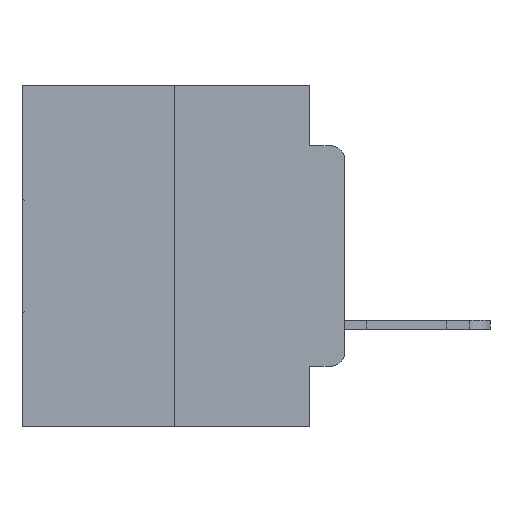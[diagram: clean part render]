
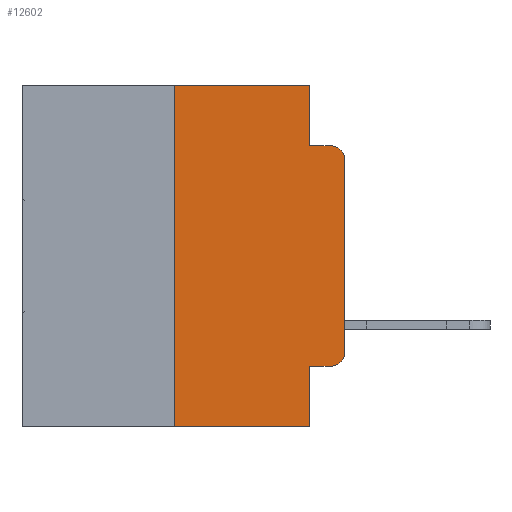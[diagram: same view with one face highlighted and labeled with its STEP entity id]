
A CAD part, left-side view. The second image highlights one B-rep face of the part: STEP entity #12602.
In plain terms, the highlighted planar face has unit normal (-1, 0, 0).
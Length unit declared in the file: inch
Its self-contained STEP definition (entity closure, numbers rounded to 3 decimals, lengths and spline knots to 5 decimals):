
#132 = VERTEX_POINT ( 'NONE', #27416 ) ;
#595 = VECTOR ( 'NONE', #15921, 39.37008 ) ;
#755 = LINE ( 'NONE', #22482, #5784 ) ;
#958 = LINE ( 'NONE', #20036, #19433 ) ;
#1989 = DIRECTION ( 'NONE',  ( 0., 0., -1. ) ) ;
#2033 = VERTEX_POINT ( 'NONE', #15308 ) ;
#2150 = VECTOR ( 'NONE', #18764, 39.37008 ) ;
#2463 = ORIENTED_EDGE ( 'NONE', *, *, #20061, .T. ) ;
#2523 = ORIENTED_EDGE ( 'NONE', *, *, #29604, .F. ) ;
#2897 = LINE ( 'NONE', #4323, #2150 ) ;
#3294 = ORIENTED_EDGE ( 'NONE', *, *, #19977, .F. ) ;
#3498 = ORIENTED_EDGE ( 'NONE', *, *, #17958, .F. ) ;
#3595 = DIRECTION ( 'NONE',  ( -1., 0., 0. ) ) ;
#3599 = ORIENTED_EDGE ( 'NONE', *, *, #19840, .F. ) ;
#3768 = ORIENTED_EDGE ( 'NONE', *, *, #18807, .T. ) ;
#3850 = ORIENTED_EDGE ( 'NONE', *, *, #19757, .F. ) ;
#3881 = ORIENTED_EDGE ( 'NONE', *, *, #19752, .T. ) ;
#4027 = VECTOR ( 'NONE', #9756, 39.37008 ) ;
#4162 = ORIENTED_EDGE ( 'NONE', *, *, #18277, .T. ) ;
#4323 = CARTESIAN_POINT ( 'NONE',  ( 0., 0.051, -0.4115 ) ) ;
#5784 = VECTOR ( 'NONE', #26796, 39.37008 ) ;
#5965 = LINE ( 'NONE', #18135, #28107 ) ;
#6261 = AXIS2_PLACEMENT_3D ( 'NONE', #22082, #21433, #21469 ) ;
#6438 = VERTEX_POINT ( 'NONE', #15687 ) ;
#6517 = CIRCLE ( 'NONE', #6955, 0.02 ) ;
#6600 = CARTESIAN_POINT ( 'NONE',  ( 0., 0.02, -0.0885 ) ) ;
#6799 = LINE ( 'NONE', #21635, #18798 ) ;
#6955 = AXIS2_PLACEMENT_3D ( 'NONE', #18067, #3595, #20353 ) ;
#7452 = FACE_OUTER_BOUND ( 'NONE', #20335, .T. ) ;
#7704 = VERTEX_POINT ( 'NONE', #25199 ) ;
#7884 = VECTOR ( 'NONE', #1989, 39.37008 ) ;
#8094 = VERTEX_POINT ( 'NONE', #16502 ) ;
#8595 = DIRECTION ( 'NONE',  ( 0., 0., 1. ) ) ;
#8964 = VERTEX_POINT ( 'NONE', #11082 ) ;
#8976 = DIRECTION ( 'NONE',  ( -1., 0., 0. ) ) ;
#9756 = DIRECTION ( 'NONE',  ( 0., 0., 1. ) ) ;
#9904 = DIRECTION ( 'NONE',  ( 0., -1., 0. ) ) ;
#11048 = CARTESIAN_POINT ( 'NONE',  ( 0., 0.02, -0.1085 ) ) ;
#11082 = CARTESIAN_POINT ( 'NONE',  ( 0., 0., -0.3915 ) ) ;
#12602 = ADVANCED_FACE ( 'NONE', ( #7452 ), #22342, .F. ) ;
#13518 = CARTESIAN_POINT ( 'NONE',  ( 0., 0.473, -0.5 ) ) ;
#15308 = CARTESIAN_POINT ( 'NONE',  ( 0., 0.25, -0.5 ) ) ;
#15687 = CARTESIAN_POINT ( 'NONE',  ( 0., 0.051, -0.0885 ) ) ;
#15921 = DIRECTION ( 'NONE',  ( 0., -1., 0. ) ) ;
#16314 = VERTEX_POINT ( 'NONE', #25362 ) ;
#16502 = CARTESIAN_POINT ( 'NONE',  ( 0., 0.051, -0.5 ) ) ;
#16879 = LINE ( 'NONE', #25739, #4027 ) ;
#17132 = VERTEX_POINT ( 'NONE', #6600 ) ;
#17958 = EDGE_CURVE ( 'NONE', #16314, #7704, #755, .T. ) ;
#18067 = CARTESIAN_POINT ( 'NONE',  ( 0., 0.02, -0.3915 ) ) ;
#18135 = CARTESIAN_POINT ( 'NONE',  ( 0., 0., 0. ) ) ;
#18277 = EDGE_CURVE ( 'NONE', #23215, #8964, #6517, .T. ) ;
#18542 = VERTEX_POINT ( 'NONE', #25735 ) ;
#18764 = DIRECTION ( 'NONE',  ( 0., -1., 0. ) ) ;
#18798 = VECTOR ( 'NONE', #9904, 39.37008 ) ;
#18807 = EDGE_CURVE ( 'NONE', #2033, #8094, #25544, .T. ) ;
#19433 = VECTOR ( 'NONE', #28382, 39.37008 ) ;
#19752 = EDGE_CURVE ( 'NONE', #132, #23215, #2897, .T. ) ;
#19757 = EDGE_CURVE ( 'NONE', #132, #8094, #26189, .T. ) ;
#19840 = EDGE_CURVE ( 'NONE', #2033, #16314, #16879, .T. ) ;
#19977 = EDGE_CURVE ( 'NONE', #7704, #6438, #958, .T. ) ;
#20036 = CARTESIAN_POINT ( 'NONE',  ( 0., 0.051, 0. ) ) ;
#20058 = EDGE_CURVE ( 'NONE', #8964, #18542, #5965, .T. ) ;
#20061 = EDGE_CURVE ( 'NONE', #18542, #17132, #22550, .T. ) ;
#20335 = EDGE_LOOP ( 'NONE', ( #29280, #2463, #2523, #3294, #3498, #3599, #3768, #3850, #3881, #4162 ) ) ;
#20353 = DIRECTION ( 'NONE',  ( 0., 0., -1. ) ) ;
#21433 = DIRECTION ( 'NONE',  ( 1., 0., 0. ) ) ;
#21469 = DIRECTION ( 'NONE',  ( 0., 0., -1. ) ) ;
#21635 = CARTESIAN_POINT ( 'NONE',  ( 0., 0.051, -0.0885 ) ) ;
#22082 = CARTESIAN_POINT ( 'NONE',  ( 0., 0.473, 0. ) ) ;
#22342 = PLANE ( 'NONE',  #6261 ) ;
#22482 = CARTESIAN_POINT ( 'NONE',  ( 0., 0.473, 0. ) ) ;
#22550 = CIRCLE ( 'NONE', #24545, 0.02 ) ;
#23215 = VERTEX_POINT ( 'NONE', #23907 ) ;
#23907 = CARTESIAN_POINT ( 'NONE',  ( 0., 0.02, -0.4115 ) ) ;
#24545 = AXIS2_PLACEMENT_3D ( 'NONE', #11048, #8976, #25081 ) ;
#25081 = DIRECTION ( 'NONE',  ( 0., 0., -1. ) ) ;
#25199 = CARTESIAN_POINT ( 'NONE',  ( 0., 0.051, 0. ) ) ;
#25362 = CARTESIAN_POINT ( 'NONE',  ( 0., 0.25, 0. ) ) ;
#25544 = LINE ( 'NONE', #13518, #595 ) ;
#25735 = CARTESIAN_POINT ( 'NONE',  ( 0., 0., -0.1085 ) ) ;
#25739 = CARTESIAN_POINT ( 'NONE',  ( 0., 0.25, 0. ) ) ;
#26189 = LINE ( 'NONE', #29473, #7884 ) ;
#26796 = DIRECTION ( 'NONE',  ( 0., -1., 0. ) ) ;
#27416 = CARTESIAN_POINT ( 'NONE',  ( 0., 0.051, -0.4115 ) ) ;
#28107 = VECTOR ( 'NONE', #8595, 39.37008 ) ;
#28382 = DIRECTION ( 'NONE',  ( 0., 0., -1. ) ) ;
#29280 = ORIENTED_EDGE ( 'NONE', *, *, #20058, .T. ) ;
#29473 = CARTESIAN_POINT ( 'NONE',  ( 0., 0.051, 0. ) ) ;
#29604 = EDGE_CURVE ( 'NONE', #6438, #17132, #6799, .T. ) ;
